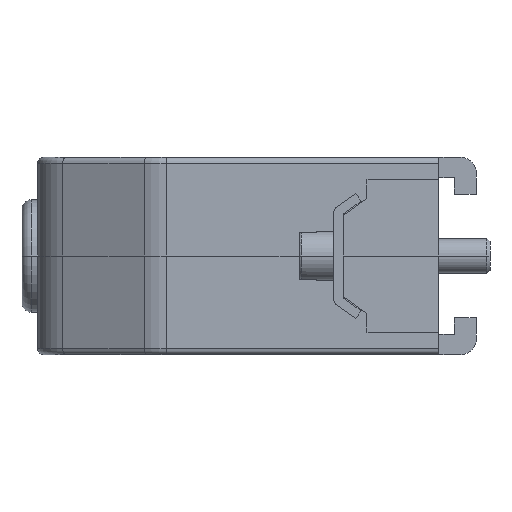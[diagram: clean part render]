
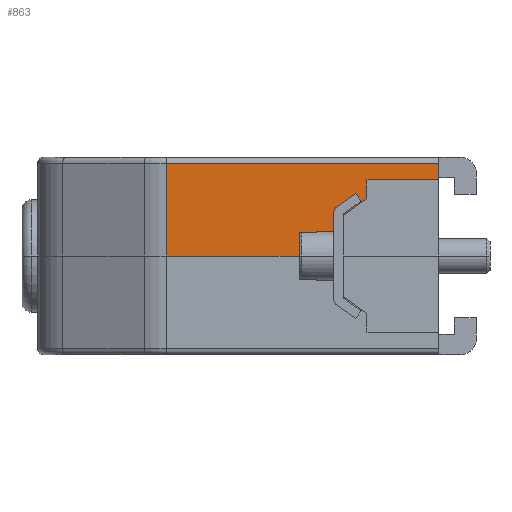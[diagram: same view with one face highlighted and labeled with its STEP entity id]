
A CAD part, left-side view. The second image highlights one B-rep face of the part: STEP entity #863.
In plain terms, the highlighted face is planar.
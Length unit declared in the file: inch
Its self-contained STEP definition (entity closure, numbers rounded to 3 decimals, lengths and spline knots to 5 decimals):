
#718 = VERTEX_POINT ( 'NONE', #2905 ) ;
#819 = ORIENTED_EDGE ( 'NONE', *, *, #833, .F. ) ;
#820 = VERTEX_POINT ( 'NONE', #3046 ) ;
#824 = ORIENTED_EDGE ( 'NONE', *, *, #7657, .F. ) ;
#831 = ORIENTED_EDGE ( 'NONE', *, *, #7749, .F. ) ;
#833 = EDGE_CURVE ( 'NONE', #820, #718, #3090, .T. ) ;
#837 = ORIENTED_EDGE ( 'NONE', *, *, #857, .T. ) ;
#838 = VERTEX_POINT ( 'NONE', #3076 ) ;
#839 = ORIENTED_EDGE ( 'NONE', *, *, #862, .F. ) ;
#844 = EDGE_LOOP ( 'NONE', ( #839, #837, #856, #831, #860, #819, #824, #7659 ) ) ;
#846 = VERTEX_POINT ( 'NONE', #3069 ) ;
#848 = EDGE_CURVE ( 'NONE', #846, #7742, #3115, .T. ) ;
#853 = VERTEX_POINT ( 'NONE', #3073 ) ;
#855 = EDGE_CURVE ( 'NONE', #718, #7773, #3106, .T. ) ;
#856 = ORIENTED_EDGE ( 'NONE', *, *, #848, .T. ) ;
#857 = EDGE_CURVE ( 'NONE', #838, #846, #3102, .T. ) ;
#860 = ORIENTED_EDGE ( 'NONE', *, *, #855, .F. ) ;
#862 = EDGE_CURVE ( 'NONE', #838, #853, #3142, .T. ) ;
#863 = ADVANCED_FACE ( 'NONE', ( #3141 ), #3146, .T. ) ;
#2905 = CARTESIAN_POINT ( 'NONE',  ( 0.58, -0.3365, -0.13 ) ) ;
#3046 = CARTESIAN_POINT ( 'NONE',  ( 0.58, -0.4125, -0.184 ) ) ;
#3069 = CARTESIAN_POINT ( 'NONE',  ( 0.58, 0.22955, -0.296 ) ) ;
#3073 = CARTESIAN_POINT ( 'NONE',  ( 0.58, -0.6425, -0.244 ) ) ;
#3076 = CARTESIAN_POINT ( 'NONE',  ( 0.58, -0.6425, -0.296 ) ) ;
#3077 = DIRECTION ( 'NONE',  ( 0., 0.815, 0.579 ) ) ;
#3078 = VECTOR ( 'NONE', #3077, 39.37008 ) ;
#3089 = CARTESIAN_POINT ( 'NONE',  ( 0.58, -0.3365, -0.13 ) ) ;
#3090 = LINE ( 'NONE', #3089, #3078 ) ;
#3099 = DIRECTION ( 'NONE',  ( 0., 1., 0. ) ) ;
#3100 = VECTOR ( 'NONE', #3099, 39.37008 ) ;
#3101 = CARTESIAN_POINT ( 'NONE',  ( 0.58, 0.22955, -0.296 ) ) ;
#3102 = LINE ( 'NONE', #3101, #3100 ) ;
#3103 = DIRECTION ( 'NONE',  ( 0., 0., 1. ) ) ;
#3104 = VECTOR ( 'NONE', #3103, 39.37008 ) ;
#3105 = CARTESIAN_POINT ( 'NONE',  ( 0.58, -0.3365, 0. ) ) ;
#3106 = LINE ( 'NONE', #3105, #3104 ) ;
#3112 = DIRECTION ( 'NONE',  ( 0., 0., 1. ) ) ;
#3113 = VECTOR ( 'NONE', #3112, 39.37008 ) ;
#3114 = CARTESIAN_POINT ( 'NONE',  ( 0.58, 0.22955, -0.316 ) ) ;
#3115 = LINE ( 'NONE', #3114, #3113 ) ;
#3134 = DIRECTION ( 'NONE',  ( 0., 1., 0. ) ) ;
#3135 = DIRECTION ( 'NONE',  ( 1., 0., 0. ) ) ;
#3138 = DIRECTION ( 'NONE',  ( 0., 0., 1. ) ) ;
#3139 = VECTOR ( 'NONE', #3138, 39.37008 ) ;
#3140 = CARTESIAN_POINT ( 'NONE',  ( 0.58, -0.6425, -0.316 ) ) ;
#3141 = FACE_OUTER_BOUND ( 'NONE', #844, .T. ) ;
#3142 = LINE ( 'NONE', #3140, #3139 ) ;
#3143 = CARTESIAN_POINT ( 'NONE',  ( 0.58, 0.22955, -0.316 ) ) ;
#3146 = PLANE ( 'NONE',  #3157 ) ;
#3157 = AXIS2_PLACEMENT_3D ( 'NONE', #3143, #3135, #3134 ) ;
#6120 = LINE ( 'NONE', #6149, #6237 ) ;
#6149 = CARTESIAN_POINT ( 'NONE',  ( 0.58, -0.4125, -0.184 ) ) ;
#6154 = CARTESIAN_POINT ( 'NONE',  ( 0.58, -0.4125, -0.244 ) ) ;
#6167 = DIRECTION ( 'NONE',  ( 0., 1., 0. ) ) ;
#6168 = VECTOR ( 'NONE', #6167, 39.37008 ) ;
#6169 = CARTESIAN_POINT ( 'NONE',  ( 0.58, -0.4125, -0.244 ) ) ;
#6171 = LINE ( 'NONE', #6169, #6168 ) ;
#6235 = DIRECTION ( 'NONE',  ( 0., 0., 1. ) ) ;
#6237 = VECTOR ( 'NONE', #6235, 39.37008 ) ;
#6442 = CARTESIAN_POINT ( 'NONE',  ( 0.58, 0.22955, 0. ) ) ;
#6472 = DIRECTION ( 'NONE',  ( 0., 1., 0. ) ) ;
#6473 = VECTOR ( 'NONE', #6472, 39.37008 ) ;
#6487 = CARTESIAN_POINT ( 'NONE',  ( 0.58, 0.22955, 0. ) ) ;
#6488 = LINE ( 'NONE', #6487, #6473 ) ;
#6507 = CARTESIAN_POINT ( 'NONE',  ( 0.58, -0.3365, 0. ) ) ;
#7641 = EDGE_CURVE ( 'NONE', #853, #7643, #6171, .T. ) ;
#7643 = VERTEX_POINT ( 'NONE', #6154 ) ;
#7657 = EDGE_CURVE ( 'NONE', #7643, #820, #6120, .T. ) ;
#7659 = ORIENTED_EDGE ( 'NONE', *, *, #7641, .F. ) ;
#7742 = VERTEX_POINT ( 'NONE', #6442 ) ;
#7749 = EDGE_CURVE ( 'NONE', #7773, #7742, #6488, .T. ) ;
#7773 = VERTEX_POINT ( 'NONE', #6507 ) ;
